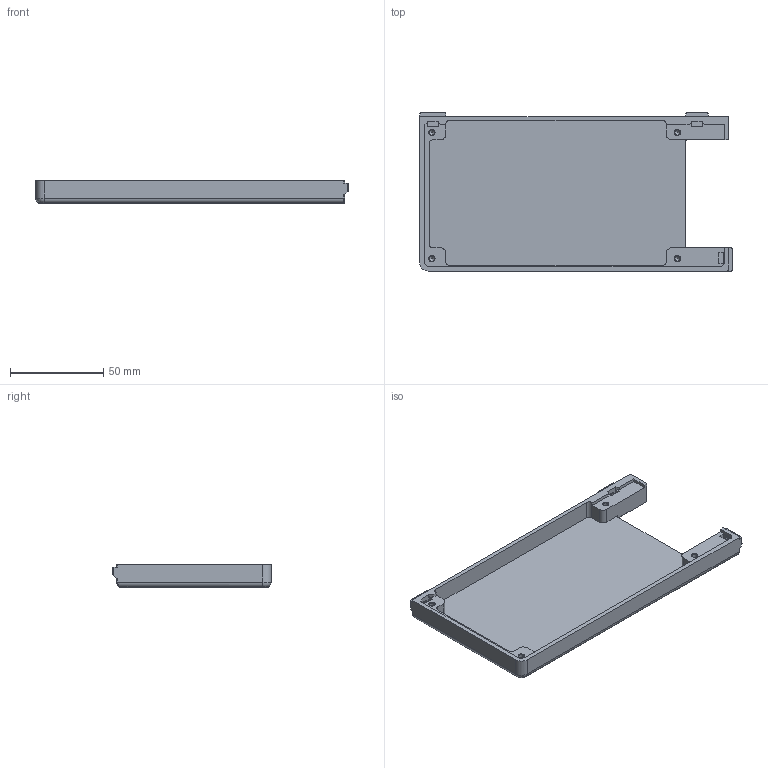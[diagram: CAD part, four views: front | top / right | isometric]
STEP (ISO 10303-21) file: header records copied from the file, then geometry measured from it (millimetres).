
FILE_DESCRIPTION (( 'STEP AP214' ), '1' );
FILE_NAME ('Screen base.STEP', '2025-08-09T06:00:32', ( '' ), ( '' ), 'SwSTEP 2.0', 'SolidWorks 2021', '' );
FILE_SCHEMA (( 'AUTOMOTIVE_DESIGN' ));
Length unit declared in the file: millimetre
Products named in the file (1): Screen base
Bounding box: 168 x 85 x 12 mm (x, y, z)
Volume: 42919.2 mm3; surface area: 34879.3 mm2
Topology: 1 solids, 1 shells, 189 faces, 477 edges, 296 vertices
Faces by surface type: plane 83, cylinder 61, cone 28, torus 13, bspline 4
Entity records: 5968 total; most frequent: CARTESIAN_POINT 1360, DIRECTION 970, ORIENTED_EDGE 954, EDGE_CURVE 477, AXIS2_PLACEMENT_3D 339, VERTEX_POINT 296, VECTOR 292, LINE 292
